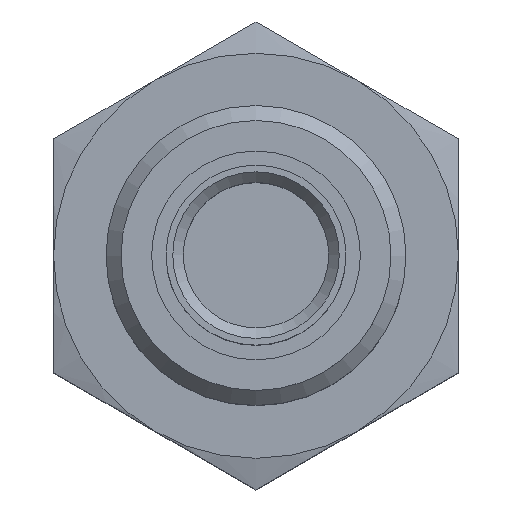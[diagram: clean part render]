
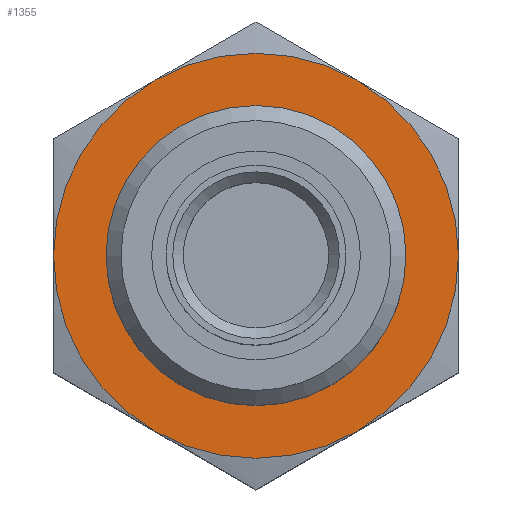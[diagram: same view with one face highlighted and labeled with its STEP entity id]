
A CAD part, top view. The second image highlights one B-rep face of the part: STEP entity #1355.
In plain terms, the highlighted planar face has unit normal (0, 0, 1).
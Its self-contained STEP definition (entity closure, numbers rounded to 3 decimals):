
#230=FACE_BOUND('',#360,.T.);
#264=FACE_OUTER_BOUND('',#359,.T.);
#359=EDGE_LOOP('',(#974,#975,#976,#977,#978,#979));
#360=EDGE_LOOP('',(#980));
#462=CIRCLE('',#1489,13.5);
#463=CIRCLE('',#1490,13.5);
#464=CIRCLE('',#1491,13.5);
#465=CIRCLE('',#1492,13.5);
#466=CIRCLE('',#1493,13.5);
#467=CIRCLE('',#1494,13.5);
#468=CIRCLE('',#1495,10.);
#567=VERTEX_POINT('',#2195);
#568=VERTEX_POINT('',#2196);
#569=VERTEX_POINT('',#2198);
#570=VERTEX_POINT('',#2200);
#571=VERTEX_POINT('',#2202);
#572=VERTEX_POINT('',#2204);
#573=VERTEX_POINT('',#2207);
#719=EDGE_CURVE('',#567,#568,#462,.T.);
#720=EDGE_CURVE('',#568,#569,#463,.T.);
#721=EDGE_CURVE('',#569,#570,#464,.T.);
#722=EDGE_CURVE('',#570,#571,#465,.T.);
#723=EDGE_CURVE('',#571,#572,#466,.T.);
#724=EDGE_CURVE('',#572,#567,#467,.T.);
#725=EDGE_CURVE('',#573,#573,#468,.T.);
#974=ORIENTED_EDGE('',*,*,#719,.T.);
#975=ORIENTED_EDGE('',*,*,#720,.T.);
#976=ORIENTED_EDGE('',*,*,#721,.T.);
#977=ORIENTED_EDGE('',*,*,#722,.T.);
#978=ORIENTED_EDGE('',*,*,#723,.T.);
#979=ORIENTED_EDGE('',*,*,#724,.T.);
#980=ORIENTED_EDGE('',*,*,#725,.F.);
#1306=PLANE('',#1488);
#1355=ADVANCED_FACE('',(#264,#230),#1306,.T.);
#1488=AXIS2_PLACEMENT_3D('',#2194,#1724,#1725);
#1489=AXIS2_PLACEMENT_3D('',#2197,#1726,#1727);
#1490=AXIS2_PLACEMENT_3D('',#2199,#1728,#1729);
#1491=AXIS2_PLACEMENT_3D('',#2201,#1730,#1731);
#1492=AXIS2_PLACEMENT_3D('',#2203,#1732,#1733);
#1493=AXIS2_PLACEMENT_3D('',#2205,#1734,#1735);
#1494=AXIS2_PLACEMENT_3D('',#2206,#1736,#1737);
#1495=AXIS2_PLACEMENT_3D('',#2208,#1738,#1739);
#1724=DIRECTION('center_axis',(0.,0.,
1.));
#1725=DIRECTION('ref_axis',(-1.,0.,0.));
#1726=DIRECTION('center_axis',(0.,0.,
1.));
#1727=DIRECTION('ref_axis',(0.,-1.,0.));
#1728=DIRECTION('center_axis',(0.,0.,
1.));
#1729=DIRECTION('ref_axis',(0.,-1.,0.));
#1730=DIRECTION('center_axis',(0.,0.,
1.));
#1731=DIRECTION('ref_axis',(0.,-1.,0.));
#1732=DIRECTION('center_axis',(0.,0.,
1.));
#1733=DIRECTION('ref_axis',(0.,-1.,0.));
#1734=DIRECTION('center_axis',(0.,0.,
1.));
#1735=DIRECTION('ref_axis',(0.,-1.,0.));
#1736=DIRECTION('center_axis',(0.,0.,
1.));
#1737=DIRECTION('ref_axis',(0.,-1.,0.));
#1738=DIRECTION('center_axis',(0.,0.,
1.));
#1739=DIRECTION('ref_axis',(0.,1.,0.));
#2194=CARTESIAN_POINT('Origin',(-38.379,-27.121,49.092));
#2195=CARTESIAN_POINT('',(-45.129,-15.429,49.092));
#2196=CARTESIAN_POINT('',(-51.879,-27.121,49.092));
#2197=CARTESIAN_POINT('Origin',(-38.379,-27.121,49.092));
#2198=CARTESIAN_POINT('',(-45.129,-38.812,49.092));
#2199=CARTESIAN_POINT('Origin',(-38.379,-27.121,49.092));
#2200=CARTESIAN_POINT('',(-31.629,-38.812,49.092));
#2201=CARTESIAN_POINT('Origin',(-38.379,-27.121,49.092));
#2202=CARTESIAN_POINT('',(-24.879,-27.121,49.092));
#2203=CARTESIAN_POINT('Origin',(-38.379,-27.121,49.092));
#2204=CARTESIAN_POINT('',(-31.629,-15.429,49.092));
#2205=CARTESIAN_POINT('Origin',(-38.379,-27.121,49.092));
#2206=CARTESIAN_POINT('Origin',(-38.379,-27.121,49.092));
#2207=CARTESIAN_POINT('',(-38.379,-37.121,49.092));
#2208=CARTESIAN_POINT('Origin',(-38.379,-27.121,49.092));
